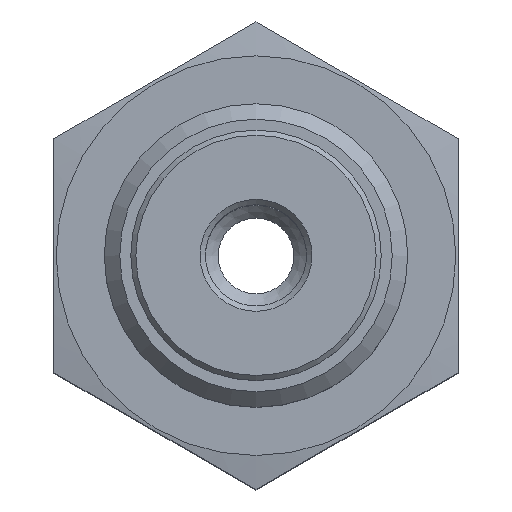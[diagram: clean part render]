
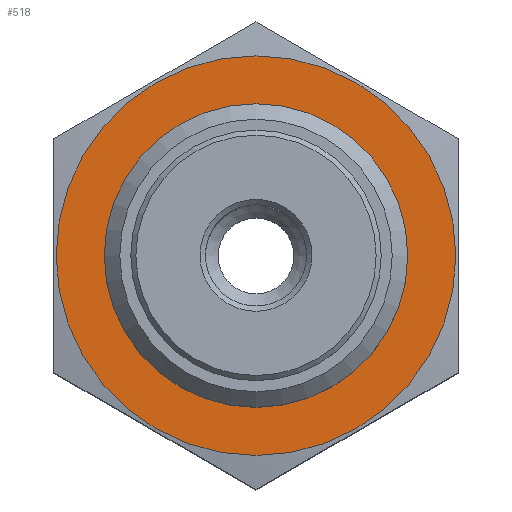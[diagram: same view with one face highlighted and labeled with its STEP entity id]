
A CAD part, top view. The second image highlights one B-rep face of the part: STEP entity #518.
In plain terms, the highlighted face is planar.
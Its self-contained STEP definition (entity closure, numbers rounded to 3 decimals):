
#155=ORIENTED_EDGE('',*,*,#230,.F.);
#156=ORIENTED_EDGE('',*,*,#223,.T.);
#223=EDGE_CURVE('',#275,#275,#315,.T.);
#230=EDGE_CURVE('',#282,#282,#316,.T.);
#275=VERTEX_POINT('',#927);
#282=VERTEX_POINT('',#966);
#315=CIRCLE('',#617,7.9);
#316=CIRCLE('',#619,6.);
#381=EDGE_LOOP('',(#155));
#382=EDGE_LOOP('',(#156));
#457=FACE_BOUND('',#381,.T.);
#458=FACE_BOUND('',#382,.T.);
#480=PLANE('',#618);
#518=ADVANCED_FACE('',(#457,#458),#480,.F.);
#617=AXIS2_PLACEMENT_3D('',#926,#759,#760);
#618=AXIS2_PLACEMENT_3D('',#964,#761,#762);
#619=AXIS2_PLACEMENT_3D('',#965,#763,#764);
#759=DIRECTION('',(1.,0.,0.));
#760=DIRECTION('',(0.,0.,-1.));
#761=DIRECTION('',(-1.,0.,0.));
#762=DIRECTION('',(0.,0.,1.));
#763=DIRECTION('',(1.,0.,0.));
#764=DIRECTION('',(0.,0.,-1.));
#926=CARTESIAN_POINT('',(5.,0.,0.));
#927=CARTESIAN_POINT('',(5.,0.,-7.9));
#964=CARTESIAN_POINT('',(5.,7.9,0.));
#965=CARTESIAN_POINT('',(5.,0.,0.));
#966=CARTESIAN_POINT('',(5.,0.,-6.));
